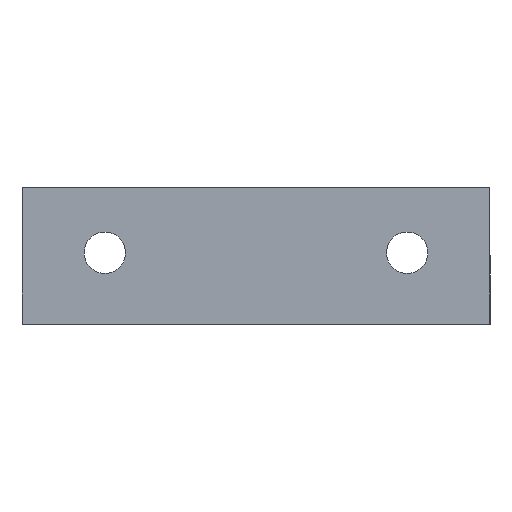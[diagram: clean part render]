
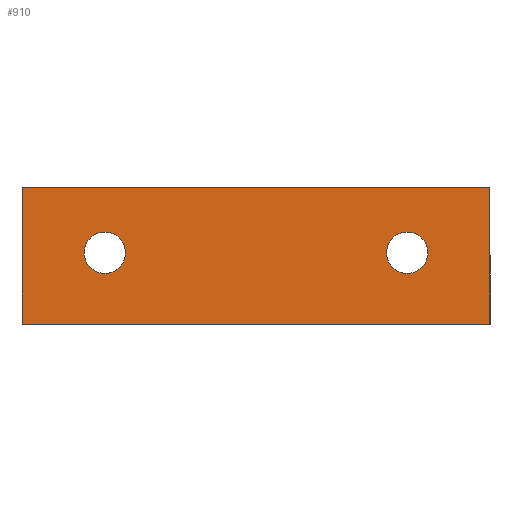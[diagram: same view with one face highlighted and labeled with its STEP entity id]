
A CAD part, top view. The second image highlights one B-rep face of the part: STEP entity #910.
In plain terms, the highlighted planar face has unit normal (0, 0, 1).
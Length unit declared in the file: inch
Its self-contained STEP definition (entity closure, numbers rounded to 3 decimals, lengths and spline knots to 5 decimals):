
#1 = ORIENTED_EDGE ( 'NONE', *, *, #755, .T. ) ;
#4 = CARTESIAN_POINT ( 'NONE',  ( -3., -0.75, 1. ) ) ;
#5 = ORIENTED_EDGE ( 'NONE', *, *, #1157, .F. ) ;
#58 = CARTESIAN_POINT ( 'NONE',  ( 3., -0.75, 1. ) ) ;
#67 = CARTESIAN_POINT ( 'NONE',  ( -1.672, 0.165, 1. ) ) ;
#71 = DIRECTION ( 'NONE',  ( -1., 0., 0. ) ) ;
#101 = AXIS2_PLACEMENT_3D ( 'NONE', #1265, #106, #721 ) ;
#104 = DIRECTION ( 'NONE',  ( 0., -1., 0. ) ) ;
#106 = DIRECTION ( 'NONE',  ( 0., 0., -1. ) ) ;
#118 = VECTOR ( 'NONE', #1258, 39.37008 ) ;
#122 = EDGE_LOOP ( 'NONE', ( #1027, #158, #5, #1065 ) ) ;
#158 = ORIENTED_EDGE ( 'NONE', *, *, #1189, .F. ) ;
#171 = DIRECTION ( 'NONE',  ( -1., 0., 0. ) ) ;
#177 = CARTESIAN_POINT ( 'NONE',  ( 0., 1., 1. ) ) ;
#182 = AXIS2_PLACEMENT_3D ( 'NONE', #577, #788, #695 ) ;
#184 = CARTESIAN_POINT ( 'NONE',  ( 2.203, 0.165, 1. ) ) ;
#185 = CIRCLE ( 'NONE', #846, 0.2655 ) ;
#193 = DIRECTION ( 'NONE',  ( 0., 0., -1. ) ) ;
#213 = AXIS2_PLACEMENT_3D ( 'NONE', #1120, #193, #71 ) ;
#228 = AXIS2_PLACEMENT_3D ( 'NONE', #804, #682, #711 ) ;
#238 = CARTESIAN_POINT ( 'NONE',  ( -3., -0.75, 1. ) ) ;
#250 = VERTEX_POINT ( 'NONE', #238 ) ;
#263 = VERTEX_POINT ( 'NONE', #184 ) ;
#282 = LINE ( 'NONE', #177, #325 ) ;
#311 = CARTESIAN_POINT ( 'NONE',  ( -1.9375, 0.165, 1. ) ) ;
#325 = VECTOR ( 'NONE', #171, 39.37008 ) ;
#379 = FACE_OUTER_BOUND ( 'NONE', #122, .T. ) ;
#410 = ORIENTED_EDGE ( 'NONE', *, *, #710, .T. ) ;
#433 = EDGE_CURVE ( 'NONE', #1022, #839, #832, .T. ) ;
#577 = CARTESIAN_POINT ( 'NONE',  ( 0., 1., 1. ) ) ;
#579 = VERTEX_POINT ( 'NONE', #767 ) ;
#607 = LINE ( 'NONE', #1106, #1336 ) ;
#619 = CIRCLE ( 'NONE', #228, 0.2655 ) ;
#667 = FACE_BOUND ( 'NONE', #1339, .T. ) ;
#682 = DIRECTION ( 'NONE',  ( 0., 0., -1. ) ) ;
#683 = VERTEX_POINT ( 'NONE', #1224 ) ;
#693 = EDGE_CURVE ( 'NONE', #827, #250, #607, .T. ) ;
#695 = DIRECTION ( 'NONE',  ( 1., 0., 0. ) ) ;
#710 = EDGE_CURVE ( 'NONE', #683, #263, #920, .T. ) ;
#711 = DIRECTION ( 'NONE',  ( -1., 0., 0. ) ) ;
#717 = ORIENTED_EDGE ( 'NONE', *, *, #433, .T. ) ;
#721 = DIRECTION ( 'NONE',  ( -1., 0., 0. ) ) ;
#755 = EDGE_CURVE ( 'NONE', #263, #683, #619, .T. ) ;
#767 = CARTESIAN_POINT ( 'NONE',  ( 3., 1., 1. ) ) ;
#788 = DIRECTION ( 'NONE',  ( 0., 0., 1. ) ) ;
#795 = PLANE ( 'NONE',  #182 ) ;
#796 = DIRECTION ( 'NONE',  ( 0., -1., 0. ) ) ;
#804 = CARTESIAN_POINT ( 'NONE',  ( 1.9375, 0.165, 1. ) ) ;
#817 = LINE ( 'NONE', #4, #118 ) ;
#827 = VERTEX_POINT ( 'NONE', #878 ) ;
#832 = CIRCLE ( 'NONE', #101, 0.2655 ) ;
#833 = CARTESIAN_POINT ( 'NONE',  ( 3., 1., 1. ) ) ;
#838 = DIRECTION ( 'NONE',  ( -1., 0., 0. ) ) ;
#839 = VERTEX_POINT ( 'NONE', #1313 ) ;
#845 = EDGE_CURVE ( 'NONE', #579, #827, #282, .T. ) ;
#846 = AXIS2_PLACEMENT_3D ( 'NONE', #311, #1164, #838 ) ;
#878 = CARTESIAN_POINT ( 'NONE',  ( -3., 1., 1. ) ) ;
#910 = ADVANCED_FACE ( 'NONE', ( #667, #1318, #379 ), #795, .T. ) ;
#920 = CIRCLE ( 'NONE', #213, 0.2655 ) ;
#940 = VERTEX_POINT ( 'NONE', #58 ) ;
#974 = ORIENTED_EDGE ( 'NONE', *, *, #1211, .T. ) ;
#1022 = VERTEX_POINT ( 'NONE', #67 ) ;
#1027 = ORIENTED_EDGE ( 'NONE', *, *, #693, .T. ) ;
#1065 = ORIENTED_EDGE ( 'NONE', *, *, #845, .T. ) ;
#1106 = CARTESIAN_POINT ( 'NONE',  ( -3., 1., 1. ) ) ;
#1120 = CARTESIAN_POINT ( 'NONE',  ( 1.9375, 0.165, 1. ) ) ;
#1157 = EDGE_CURVE ( 'NONE', #579, #940, #1333, .T. ) ;
#1164 = DIRECTION ( 'NONE',  ( 0., 0., -1. ) ) ;
#1189 = EDGE_CURVE ( 'NONE', #940, #250, #817, .T. ) ;
#1207 = VECTOR ( 'NONE', #104, 39.37008 ) ;
#1211 = EDGE_CURVE ( 'NONE', #839, #1022, #185, .T. ) ;
#1224 = CARTESIAN_POINT ( 'NONE',  ( 1.672, 0.165, 1. ) ) ;
#1258 = DIRECTION ( 'NONE',  ( -1., 0., 0. ) ) ;
#1265 = CARTESIAN_POINT ( 'NONE',  ( -1.9375, 0.165, 1. ) ) ;
#1283 = EDGE_LOOP ( 'NONE', ( #974, #717 ) ) ;
#1313 = CARTESIAN_POINT ( 'NONE',  ( -2.203, 0.165, 1. ) ) ;
#1318 = FACE_BOUND ( 'NONE', #1283, .T. ) ;
#1333 = LINE ( 'NONE', #833, #1207 ) ;
#1336 = VECTOR ( 'NONE', #796, 39.37008 ) ;
#1339 = EDGE_LOOP ( 'NONE', ( #410, #1 ) ) ;
